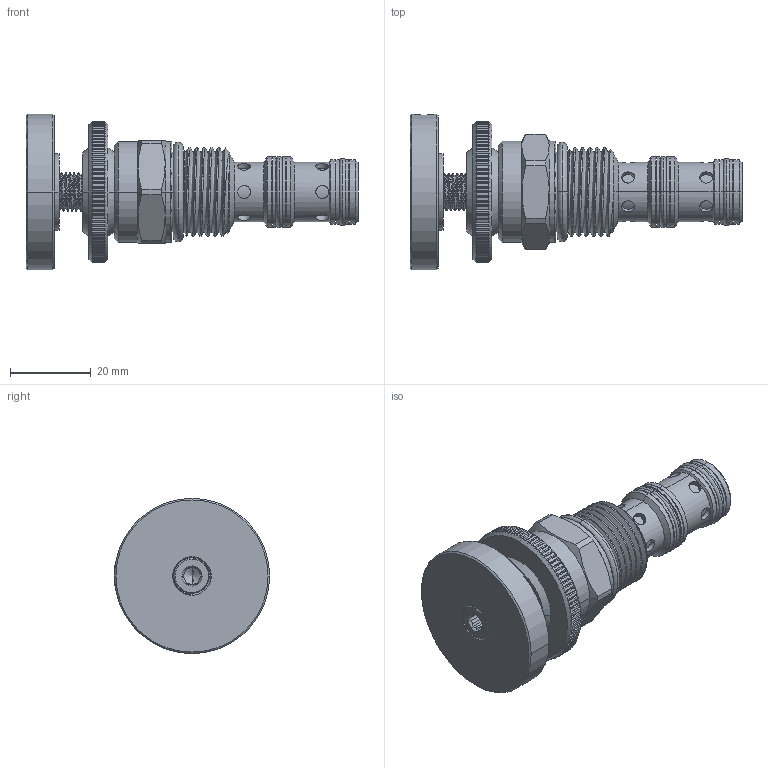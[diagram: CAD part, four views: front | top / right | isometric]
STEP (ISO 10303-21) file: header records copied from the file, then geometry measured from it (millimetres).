
FILE_DESCRIPTION (( 'STEP AP203' ), '1' );
FILE_NAME ('FR10W33-B.STEP', '2020-03-20T01:56:42', ( '' ), ( '' ), 'SwSTEP 2.0', 'SolidWorks 2018', '' );
FILE_SCHEMA (( 'CONFIG_CONTROL_DESIGN' ));
Length unit declared in the file: millimetre
Products named in the file (1): FR10W33-B
Bounding box: 82.09 x 38.4 x 38.4 mm (x, y, z)
Volume: 31875.9 mm3; surface area: 14032 mm2
Topology: 8 solids, 8 shells, 667 faces, 1826 edges, 1193 vertices
Faces by surface type: cylinder 306, plane 259, cone 57, bspline 31, torus 14
Entity records: 45414 total; most frequent: CARTESIAN_POINT 30063, ORIENTED_EDGE 3644, DIRECTION 2680, EDGE_CURVE 1822, VERTEX_POINT 1193, AXIS2_PLACEMENT_3D 1041, EDGE_LOOP 703, FACE_OUTER_BOUND 667
